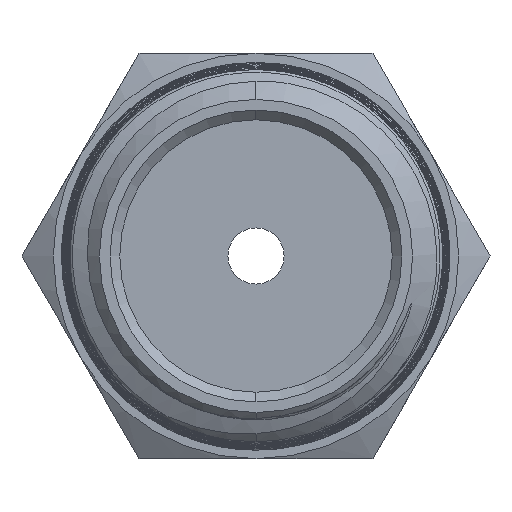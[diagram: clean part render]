
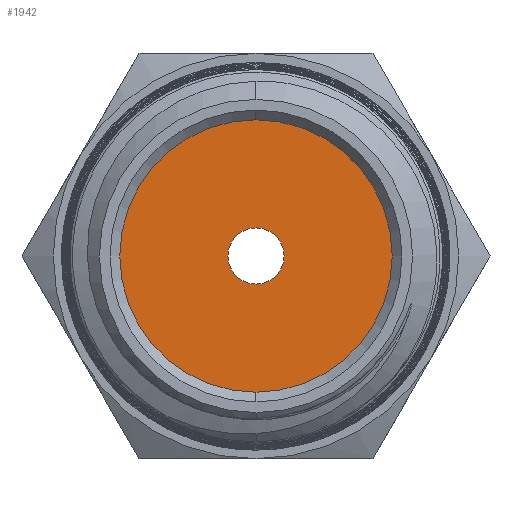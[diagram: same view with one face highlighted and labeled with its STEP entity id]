
A CAD part, left-side view. The second image highlights one B-rep face of the part: STEP entity #1942.
In plain terms, the highlighted planar face has unit normal (-1, 0, 0).
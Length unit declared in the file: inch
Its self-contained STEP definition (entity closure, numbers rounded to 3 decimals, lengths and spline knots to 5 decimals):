
#11 = PLANE ( 'NONE',  #1890 ) ;
#401 = DIRECTION ( 'NONE',  ( -1., 0., 0. ) ) ;
#554 = DIRECTION ( 'NONE',  ( -1., 0., 0. ) ) ;
#1364 = CIRCLE ( 'NONE', #6840, 0.039 ) ;
#1670 = CARTESIAN_POINT ( 'NONE',  ( 0., 0., 0.189 ) ) ;
#1781 = FACE_OUTER_BOUND ( 'NONE', #5481, .T. ) ;
#1813 = CARTESIAN_POINT ( 'NONE',  ( 0., 0., 0. ) ) ;
#1890 = AXIS2_PLACEMENT_3D ( 'NONE', #2666, #3442, #9426 ) ;
#1942 = ADVANCED_FACE ( 'NONE', ( #1781, #4941 ), #11, .T. ) ;
#2160 = VERTEX_POINT ( 'NONE', #1670 ) ;
#2666 = CARTESIAN_POINT ( 'NONE',  ( 0., 0., 0. ) ) ;
#2679 = EDGE_CURVE ( 'NONE', #5695, #9513, #1364, .T. ) ;
#3442 = DIRECTION ( 'NONE',  ( -1., 0., 0. ) ) ;
#3656 = CIRCLE ( 'NONE', #4350, 0.039 ) ;
#3762 = ORIENTED_EDGE ( 'NONE', *, *, #7421, .T. ) ;
#4350 = AXIS2_PLACEMENT_3D ( 'NONE', #1813, #10910, #8467 ) ;
#4941 = FACE_BOUND ( 'NONE', #6576, .T. ) ;
#5090 = CARTESIAN_POINT ( 'NONE',  ( 0., 0., 0. ) ) ;
#5413 = AXIS2_PLACEMENT_3D ( 'NONE', #5425, #554, #7139 ) ;
#5425 = CARTESIAN_POINT ( 'NONE',  ( 0., 0., 0. ) ) ;
#5481 = EDGE_LOOP ( 'NONE', ( #3762, #9946 ) ) ;
#5601 = CARTESIAN_POINT ( 'NONE',  ( 0., 0., 0. ) ) ;
#5695 = VERTEX_POINT ( 'NONE', #9129 ) ;
#5767 = CIRCLE ( 'NONE', #5413, 0.189 ) ;
#6576 = EDGE_LOOP ( 'NONE', ( #10638, #7326 ) ) ;
#6743 = VERTEX_POINT ( 'NONE', #10155 ) ;
#6840 = AXIS2_PLACEMENT_3D ( 'NONE', #5090, #8419, #9975 ) ;
#7139 = DIRECTION ( 'NONE',  ( 0., 0., 1. ) ) ;
#7326 = ORIENTED_EDGE ( 'NONE', *, *, #2679, .T. ) ;
#7421 = EDGE_CURVE ( 'NONE', #2160, #6743, #5767, .T. ) ;
#7614 = CARTESIAN_POINT ( 'NONE',  ( 0., 0., 0.039 ) ) ;
#8419 = DIRECTION ( 'NONE',  ( 1., 0., 0. ) ) ;
#8467 = DIRECTION ( 'NONE',  ( 0., 0., 1. ) ) ;
#8573 = EDGE_CURVE ( 'NONE', #9513, #5695, #3656, .T. ) ;
#9129 = CARTESIAN_POINT ( 'NONE',  ( 0., 0., -0.039 ) ) ;
#9426 = DIRECTION ( 'NONE',  ( 0., 0., 1. ) ) ;
#9513 = VERTEX_POINT ( 'NONE', #7614 ) ;
#9651 = CIRCLE ( 'NONE', #10191, 0.189 ) ;
#9946 = ORIENTED_EDGE ( 'NONE', *, *, #10479, .T. ) ;
#9975 = DIRECTION ( 'NONE',  ( 0., 0., 1. ) ) ;
#10155 = CARTESIAN_POINT ( 'NONE',  ( 0., 0., -0.189 ) ) ;
#10191 = AXIS2_PLACEMENT_3D ( 'NONE', #5601, #401, #10704 ) ;
#10479 = EDGE_CURVE ( 'NONE', #6743, #2160, #9651, .T. ) ;
#10638 = ORIENTED_EDGE ( 'NONE', *, *, #8573, .T. ) ;
#10704 = DIRECTION ( 'NONE',  ( 0., 0., 1. ) ) ;
#10910 = DIRECTION ( 'NONE',  ( 1., 0., 0. ) ) ;
